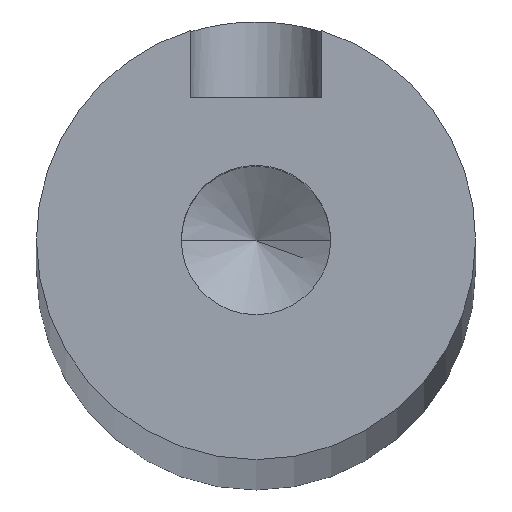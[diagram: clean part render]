
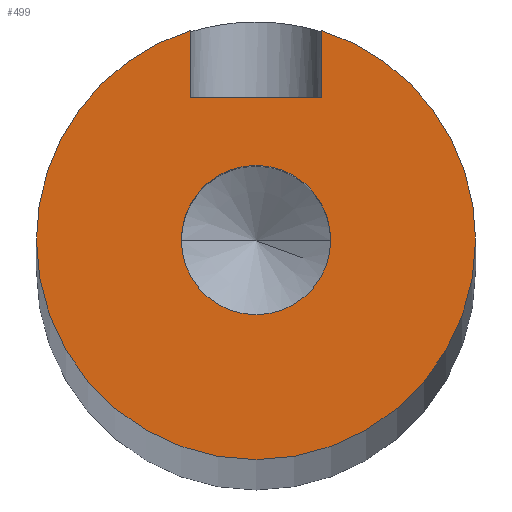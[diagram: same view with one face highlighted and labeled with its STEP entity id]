
A CAD part, top view. The second image highlights one B-rep face of the part: STEP entity #499.
In plain terms, the highlighted planar face has unit normal (0, 0, 1).
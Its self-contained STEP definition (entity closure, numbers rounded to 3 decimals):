
#6 = VERTEX_POINT ( 'NONE', #159 ) ;
#25 = DIRECTION ( 'NONE',  ( 1., 0., 0. ) ) ;
#29 = AXIS2_PLACEMENT_3D ( 'NONE', #462, #516, #450 ) ;
#41 = CARTESIAN_POINT ( 'NONE',  ( 3., 6.5, 795. ) ) ;
#50 = ORIENTED_EDGE ( 'NONE', *, *, #152, .F. ) ;
#53 = CARTESIAN_POINT ( 'NONE',  ( -3., 6.5, 795. ) ) ;
#87 = ORIENTED_EDGE ( 'NONE', *, *, #210, .F. ) ;
#89 = DIRECTION ( 'NONE',  ( 0., 0., 1. ) ) ;
#118 = EDGE_CURVE ( 'NONE', #577, #174, #371, .T. ) ;
#144 = VERTEX_POINT ( 'NONE', #53 ) ;
#145 = CARTESIAN_POINT ( 'NONE',  ( -3., 6.5, 795. ) ) ;
#152 = EDGE_CURVE ( 'NONE', #6, #584, #427, .T. ) ;
#159 = CARTESIAN_POINT ( 'NONE',  ( 3., 6.5, 795. ) ) ;
#165 = CARTESIAN_POINT ( 'NONE',  ( -3.4, 0., 795. ) ) ;
#167 = CARTESIAN_POINT ( 'NONE',  ( 3., 6.5, 795. ) ) ;
#174 = VERTEX_POINT ( 'NONE', #537 ) ;
#187 = ORIENTED_EDGE ( 'NONE', *, *, #547, .T. ) ;
#188 = CIRCLE ( 'NONE', #576, 10. ) ;
#210 = EDGE_CURVE ( 'NONE', #174, #577, #416, .T. ) ;
#211 = VERTEX_POINT ( 'NONE', #512 ) ;
#216 = VECTOR ( 'NONE', #593, 1000. ) ;
#231 = ORIENTED_EDGE ( 'NONE', *, *, #118, .F. ) ;
#270 = ORIENTED_EDGE ( 'NONE', *, *, #303, .T. ) ;
#271 = CIRCLE ( 'NONE', #452, 10. ) ;
#285 = ORIENTED_EDGE ( 'NONE', *, *, #492, .T. ) ;
#297 = CARTESIAN_POINT ( 'NONE',  ( 0., 0., 795. ) ) ;
#299 = DIRECTION ( 'NONE',  ( 1., 0., 0. ) ) ;
#303 = EDGE_CURVE ( 'NONE', #640, #584, #651, .T. ) ;
#307 = AXIS2_PLACEMENT_3D ( 'NONE', #525, #467, #353 ) ;
#331 = EDGE_CURVE ( 'NONE', #144, #6, #423, .T. ) ;
#338 = FACE_BOUND ( 'NONE', #661, .T. ) ;
#339 = EDGE_CURVE ( 'NONE', #461, #640, #271, .T. ) ;
#342 = LINE ( 'NONE', #145, #419 ) ;
#353 = DIRECTION ( 'NONE',  ( 1., 0., 0. ) ) ;
#371 = CIRCLE ( 'NONE', #601, 3.4 ) ;
#416 = CIRCLE ( 'NONE', #650, 3.4 ) ;
#419 = VECTOR ( 'NONE', #568, 1000. ) ;
#423 = LINE ( 'NONE', #41, #543 ) ;
#427 = LINE ( 'NONE', #167, #216 ) ;
#448 = DIRECTION ( 'NONE',  ( 1., 0., 0. ) ) ;
#450 = DIRECTION ( 'NONE',  ( 1., 0., 0. ) ) ;
#452 = AXIS2_PLACEMENT_3D ( 'NONE', #470, #694, #637 ) ;
#461 = VERTEX_POINT ( 'NONE', #710 ) ;
#462 = CARTESIAN_POINT ( 'NONE',  ( 0., 0., 795. ) ) ;
#467 = DIRECTION ( 'NONE',  ( 0., 0., 1. ) ) ;
#470 = CARTESIAN_POINT ( 'NONE',  ( 0., 0., 795. ) ) ;
#475 = ORIENTED_EDGE ( 'NONE', *, *, #331, .F. ) ;
#492 = EDGE_CURVE ( 'NONE', #211, #461, #188, .T. ) ;
#499 = ADVANCED_FACE ( 'NONE', ( #338, #617 ), #557, .T. ) ;
#510 = EDGE_LOOP ( 'NONE', ( #50, #475, #187, #285, #580, #270 ) ) ;
#512 = CARTESIAN_POINT ( 'NONE',  ( -3., 9.539, 795. ) ) ;
#516 = DIRECTION ( 'NONE',  ( 0., 0., 1. ) ) ;
#525 = CARTESIAN_POINT ( 'NONE',  ( 0., 0., 795. ) ) ;
#534 = DIRECTION ( 'NONE',  ( 0., 0., 1. ) ) ;
#537 = CARTESIAN_POINT ( 'NONE',  ( 3.4, 0., 795. ) ) ;
#543 = VECTOR ( 'NONE', #25, 1000. ) ;
#547 = EDGE_CURVE ( 'NONE', #144, #211, #342, .T. ) ;
#557 = PLANE ( 'NONE',  #29 ) ;
#568 = DIRECTION ( 'NONE',  ( 0., 1., 0. ) ) ;
#576 = AXIS2_PLACEMENT_3D ( 'NONE', #672, #89, #299 ) ;
#577 = VERTEX_POINT ( 'NONE', #165 ) ;
#580 = ORIENTED_EDGE ( 'NONE', *, *, #339, .T. ) ;
#584 = VERTEX_POINT ( 'NONE', #635 ) ;
#593 = DIRECTION ( 'NONE',  ( 0., 1., 0. ) ) ;
#596 = CARTESIAN_POINT ( 'NONE',  ( 0., 0., 795. ) ) ;
#601 = AXIS2_PLACEMENT_3D ( 'NONE', #596, #534, #655 ) ;
#617 = FACE_OUTER_BOUND ( 'NONE', #510, .T. ) ;
#635 = CARTESIAN_POINT ( 'NONE',  ( 3., 9.539, 795. ) ) ;
#637 = DIRECTION ( 'NONE',  ( 1., 0., 0. ) ) ;
#640 = VERTEX_POINT ( 'NONE', #706 ) ;
#650 = AXIS2_PLACEMENT_3D ( 'NONE', #297, #678, #448 ) ;
#651 = CIRCLE ( 'NONE', #307, 10. ) ;
#655 = DIRECTION ( 'NONE',  ( 1., 0., 0. ) ) ;
#661 = EDGE_LOOP ( 'NONE', ( #87, #231 ) ) ;
#672 = CARTESIAN_POINT ( 'NONE',  ( 0., 0., 795. ) ) ;
#678 = DIRECTION ( 'NONE',  ( 0., 0., 1. ) ) ;
#694 = DIRECTION ( 'NONE',  ( 0., 0., 1. ) ) ;
#706 = CARTESIAN_POINT ( 'NONE',  ( 10., 0., 795. ) ) ;
#710 = CARTESIAN_POINT ( 'NONE',  ( -10., 0., 795. ) ) ;
